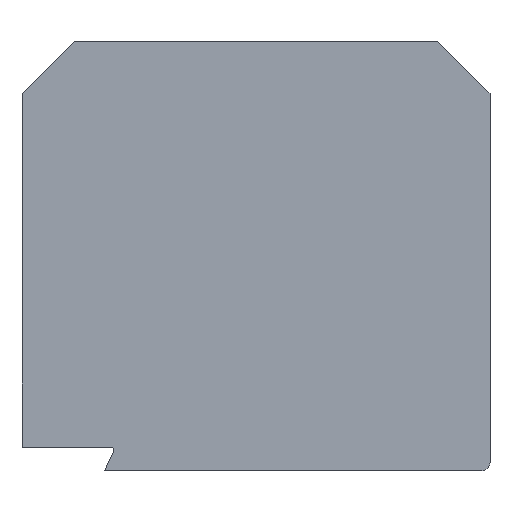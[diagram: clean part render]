
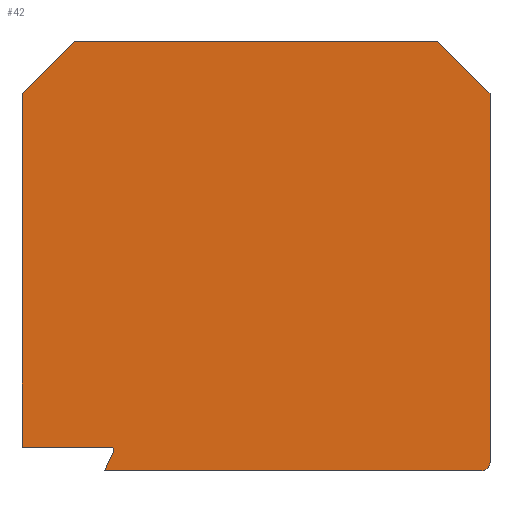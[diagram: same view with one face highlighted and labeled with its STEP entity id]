
A CAD part, top view. The second image highlights one B-rep face of the part: STEP entity #42.
In plain terms, the highlighted planar face has unit normal (0, 0, 1).
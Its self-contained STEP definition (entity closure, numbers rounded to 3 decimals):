
#17 = ORIENTED_EDGE ( 'NONE', *, *, #109, .T. ) ;
#20 = EDGE_CURVE ( 'NONE', #277, #832, #226, .T. ) ;
#36 = VECTOR ( 'NONE', #242, 1000. ) ;
#42 = ADVANCED_FACE ( 'NONE', ( #264 ), #471, .F. ) ;
#74 = VECTOR ( 'NONE', #448, 1000. ) ;
#80 = VERTEX_POINT ( 'NONE', #750 ) ;
#84 = EDGE_CURVE ( 'NONE', #362, #643, #590, .T. ) ;
#100 = VECTOR ( 'NONE', #138, 1000. ) ;
#109 = EDGE_CURVE ( 'NONE', #80, #551, #343, .T. ) ;
#112 = ORIENTED_EDGE ( 'NONE', *, *, #168, .T. ) ;
#136 = ORIENTED_EDGE ( 'NONE', *, *, #659, .T. ) ;
#138 = DIRECTION ( 'NONE',  ( 0., -1., 0. ) ) ;
#160 = CARTESIAN_POINT ( 'NONE',  ( -21.25, -17.355, 1.2 ) ) ;
#168 = EDGE_CURVE ( 'NONE', #643, #739, #504, .T. ) ;
#187 = AXIS2_PLACEMENT_3D ( 'NONE', #332, #344, #381 ) ;
#191 = LINE ( 'NONE', #246, #36 ) ;
#194 = ORIENTED_EDGE ( 'NONE', *, *, #563, .T. ) ;
#197 = VECTOR ( 'NONE', #702, 1000. ) ;
#211 = ORIENTED_EDGE ( 'NONE', *, *, #642, .T. ) ;
#224 = CARTESIAN_POINT ( 'NONE',  ( 21.25, -18.75, 1.2 ) ) ;
#226 = CIRCLE ( 'NONE', #187, 0.75 ) ;
#242 = DIRECTION ( 'NONE',  ( -0.707, 0.707, 0. ) ) ;
#246 = CARTESIAN_POINT ( 'NONE',  ( 21.25, 14.75, 1.2 ) ) ;
#264 = FACE_OUTER_BOUND ( 'NONE', #869, .T. ) ;
#269 = ORIENTED_EDGE ( 'NONE', *, *, #883, .T. ) ;
#271 = VECTOR ( 'NONE', #465, 1000. ) ;
#277 = VERTEX_POINT ( 'NONE', #783 ) ;
#300 = CARTESIAN_POINT ( 'NONE',  ( -12.919, -17.71, 1.2 ) ) ;
#312 = CARTESIAN_POINT ( 'NONE',  ( -13.75, -19.5, 1.2 ) ) ;
#332 = CARTESIAN_POINT ( 'NONE',  ( 20.5, -18.75, 1.2 ) ) ;
#340 = DIRECTION ( 'NONE',  ( -0.421, -0.907, 0. ) ) ;
#343 = LINE ( 'NONE', #661, #546 ) ;
#344 = DIRECTION ( 'NONE',  ( 0., 0., 1. ) ) ;
#351 = CARTESIAN_POINT ( 'NONE',  ( -12.919, -17.71, 1.2 ) ) ;
#354 = DIRECTION ( 'NONE',  ( 1., 0., 0. ) ) ;
#355 = CARTESIAN_POINT ( 'NONE',  ( -13.75, -19.5, 1.2 ) ) ;
#361 = CARTESIAN_POINT ( 'NONE',  ( -13.146, -17.355, 1.2 ) ) ;
#362 = VERTEX_POINT ( 'NONE', #587 ) ;
#378 = VERTEX_POINT ( 'NONE', #559 ) ;
#381 = DIRECTION ( 'NONE',  ( 1., 0., 0. ) ) ;
#390 = ORIENTED_EDGE ( 'NONE', *, *, #537, .T. ) ;
#391 = CARTESIAN_POINT ( 'NONE',  ( -21.25, 14.75, 1.2 ) ) ;
#412 = AXIS2_PLACEMENT_3D ( 'NONE', #854, #801, #802 ) ;
#445 = CARTESIAN_POINT ( 'NONE',  ( 21.25, -18.75, 1.2 ) ) ;
#448 = DIRECTION ( 'NONE',  ( 0., 1., 0. ) ) ;
#451 = LINE ( 'NONE', #445, #74 ) ;
#457 = CARTESIAN_POINT ( 'NONE',  ( -16.5, 19.5, 1.2 ) ) ;
#459 = VECTOR ( 'NONE', #340, 1000. ) ;
#460 = CARTESIAN_POINT ( 'NONE',  ( -16.5, 19.5, 1.2 ) ) ;
#465 = DIRECTION ( 'NONE',  ( -0.707, -0.707, 0. ) ) ;
#471 = PLANE ( 'NONE',  #412 ) ;
#485 = VECTOR ( 'NONE', #354, 1000. ) ;
#504 = CIRCLE ( 'NONE', #871, 0.25 ) ;
#507 = ORIENTED_EDGE ( 'NONE', *, *, #84, .T. ) ;
#537 = EDGE_CURVE ( 'NONE', #551, #595, #683, .T. ) ;
#546 = VECTOR ( 'NONE', #660, 1000. ) ;
#551 = VERTEX_POINT ( 'NONE', #457 ) ;
#559 = CARTESIAN_POINT ( 'NONE',  ( 21.25, 14.75, 1.2 ) ) ;
#563 = EDGE_CURVE ( 'NONE', #832, #378, #451, .T. ) ;
#587 = CARTESIAN_POINT ( 'NONE',  ( -21.25, -17.355, 1.2 ) ) ;
#590 = LINE ( 'NONE', #689, #197 ) ;
#595 = VERTEX_POINT ( 'NONE', #391 ) ;
#634 = LINE ( 'NONE', #355, #485 ) ;
#642 = EDGE_CURVE ( 'NONE', #688, #277, #634, .T. ) ;
#643 = VERTEX_POINT ( 'NONE', #361 ) ;
#659 = EDGE_CURVE ( 'NONE', #739, #688, #667, .T. ) ;
#660 = DIRECTION ( 'NONE',  ( -1., 0., 0. ) ) ;
#661 = CARTESIAN_POINT ( 'NONE',  ( 16.5, 19.5, 1.2 ) ) ;
#665 = ORIENTED_EDGE ( 'NONE', *, *, #785, .T. ) ;
#667 = LINE ( 'NONE', #351, #459 ) ;
#683 = LINE ( 'NONE', #460, #271 ) ;
#688 = VERTEX_POINT ( 'NONE', #312 ) ;
#689 = CARTESIAN_POINT ( 'NONE',  ( -21.25, -17.355, 1.2 ) ) ;
#695 = LINE ( 'NONE', #160, #100 ) ;
#702 = DIRECTION ( 'NONE',  ( 1., 0., 0. ) ) ;
#732 = CARTESIAN_POINT ( 'NONE',  ( -13.146, -17.605, 1.2 ) ) ;
#739 = VERTEX_POINT ( 'NONE', #300 ) ;
#742 = DIRECTION ( 'NONE',  ( 0., 0., -1. ) ) ;
#743 = DIRECTION ( 'NONE',  ( -1., 0., 0. ) ) ;
#750 = CARTESIAN_POINT ( 'NONE',  ( 16.5, 19.5, 1.2 ) ) ;
#783 = CARTESIAN_POINT ( 'NONE',  ( 20.5, -19.5, 1.2 ) ) ;
#785 = EDGE_CURVE ( 'NONE', #378, #80, #191, .T. ) ;
#801 = DIRECTION ( 'NONE',  ( 0., 0., -1. ) ) ;
#802 = DIRECTION ( 'NONE',  ( -1., 0., 0. ) ) ;
#820 = ORIENTED_EDGE ( 'NONE', *, *, #20, .T. ) ;
#832 = VERTEX_POINT ( 'NONE', #224 ) ;
#854 = CARTESIAN_POINT ( 'NONE',  ( -13.146, -17.605, 1.2 ) ) ;
#869 = EDGE_LOOP ( 'NONE', ( #112, #136, #211, #820, #194, #665, #17, #390, #269, #507 ) ) ;
#871 = AXIS2_PLACEMENT_3D ( 'NONE', #732, #742, #743 ) ;
#883 = EDGE_CURVE ( 'NONE', #595, #362, #695, .T. ) ;
